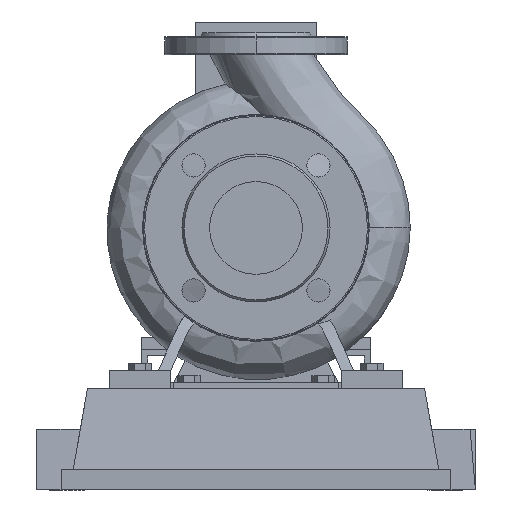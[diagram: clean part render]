
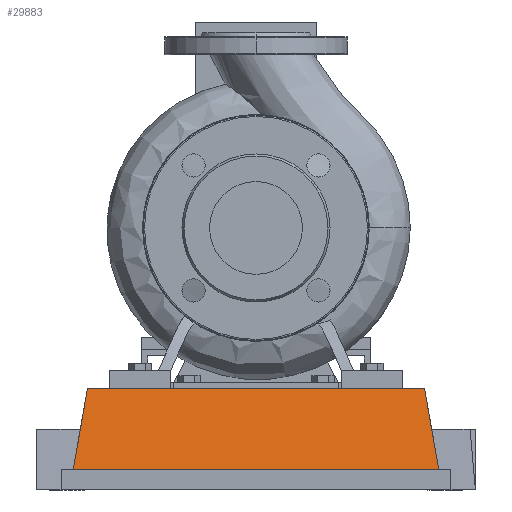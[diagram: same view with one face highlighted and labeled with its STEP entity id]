
A CAD part, left-side view. The second image highlights one B-rep face of the part: STEP entity #29883.
In plain terms, the highlighted planar face has unit normal (-0.985, 0, 0.174).
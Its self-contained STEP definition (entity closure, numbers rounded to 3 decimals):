
#28139=CARTESIAN_POINT('',(-65.,-150.,16.6));
#28140=VERTEX_POINT('',#28139);
#28147=CARTESIAN_POINT('',(-65.,150.0,16.6));
#28148=VERTEX_POINT('',#28147);
#28149=CARTESIAN_POINT('',(-65.,-150.,16.6));
#28150=DIRECTION('',(0.0,1.0,0.0));
#28151=VECTOR('',#28150,300.0);
#28152=LINE('',#28149,#28151);
#28153=EDGE_CURVE('',#28140,#28148,#28152,.T.);
#29617=CARTESIAN_POINT('',(-53.292,-138.292,83.0));
#29618=VERTEX_POINT('',#29617);
#29625=CARTESIAN_POINT('',(-65.,-150.,16.6));
#29626=DIRECTION('',(0.171,0.171,0.97));
#29627=VECTOR('',#29626,68.433);
#29628=LINE('',#29625,#29627);
#29629=EDGE_CURVE('',#28140,#29618,#29628,.T.);
#29860=CARTESIAN_POINT('',(-65.,-150.,16.6));
#29861=DIRECTION('',(-0.985,0.,0.174));
#29862=DIRECTION('',(0.0,-1.0,0.0));
#29863=AXIS2_PLACEMENT_3D('',#29860,#29861,#29862);
#29864=PLANE('',#29863);
#29865=CARTESIAN_POINT('',(-53.292,138.292,83.0));
#29866=VERTEX_POINT('',#29865);
#29867=CARTESIAN_POINT('',(-53.292,-138.292,83.0));
#29868=DIRECTION('',(0.0,1.0,0.0));
#29869=VECTOR('',#29868,276.584);
#29870=LINE('',#29867,#29869);
#29871=EDGE_CURVE('',#29618,#29866,#29870,.T.);
#29872=ORIENTED_EDGE('',*,*,#29871,.T.);
#29873=CARTESIAN_POINT('',(-65.,150.0,16.6));
#29874=DIRECTION('',(0.171,-0.171,0.97));
#29875=VECTOR('',#29874,68.433);
#29876=LINE('',#29873,#29875);
#29877=EDGE_CURVE('',#28148,#29866,#29876,.T.);
#29878=ORIENTED_EDGE('',*,*,#29877,.F.);
#29879=ORIENTED_EDGE('',*,*,#28153,.F.);
#29880=ORIENTED_EDGE('',*,*,#29629,.T.);
#29881=EDGE_LOOP('',(#29872,#29878,#29879,#29880));
#29882=FACE_OUTER_BOUND('',#29881,.T.);
#29883=ADVANCED_FACE('',(#29882),#29864,.T.);
